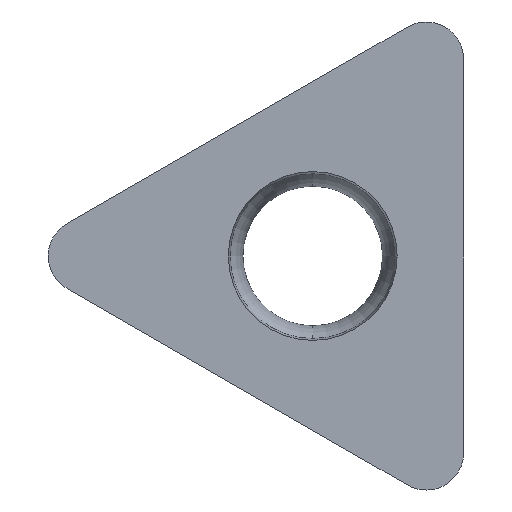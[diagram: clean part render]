
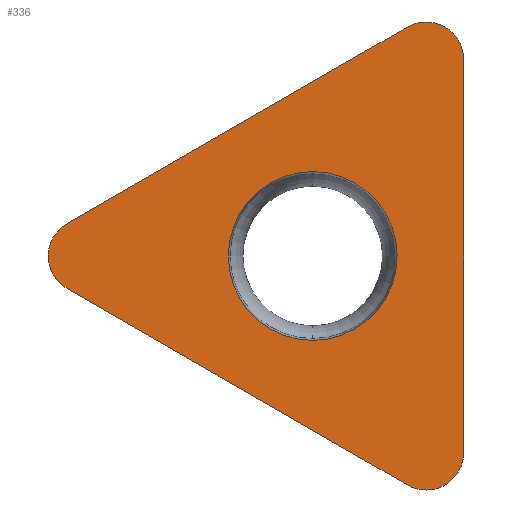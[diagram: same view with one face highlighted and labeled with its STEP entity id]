
A CAD part, left-side view. The second image highlights one B-rep face of the part: STEP entity #336.
In plain terms, the highlighted planar face has unit normal (-1, 0, 0).
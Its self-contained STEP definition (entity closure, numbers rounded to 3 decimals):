
#9=CARTESIAN_POINT('',(0.,0.,14.426));
#10=CARTESIAN_POINT('',(0.,0.,14.598));
#11=CARTESIAN_POINT('',(0.,0.058,14.842));
#12=CARTESIAN_POINT('',(0.,0.245,15.205));
#13=CARTESIAN_POINT('',(0.,0.574,15.495));
#14=CARTESIAN_POINT('',(0.,0.989,15.635));
#15=CARTESIAN_POINT('',(0.,1.398,15.615));
#16=CARTESIAN_POINT('',(0.,1.638,15.544));
#17=CARTESIAN_POINT('',(0.,1.787,15.458));
#23=DIRECTION('',(0.,0.,-1.));
#24=VECTOR('',#23,12.363);
#25=CARTESIAN_POINT('',(0.,0.,14.426));
#26=LINE('',#25,#24);
#30=CARTESIAN_POINT('',(0.,1.787,1.031));
#31=CARTESIAN_POINT('',(0.,1.638,0.946));
#32=CARTESIAN_POINT('',(0.,1.398,0.874));
#33=CARTESIAN_POINT('',(0.,0.989,0.854));
#34=CARTESIAN_POINT('',(0.,0.574,0.994));
#35=CARTESIAN_POINT('',(0.,0.245,1.284));
#36=CARTESIAN_POINT('',(0.,0.058,1.647));
#37=CARTESIAN_POINT('',(0.,0.,1.891));
#38=CARTESIAN_POINT('',(0.,0.,2.063));
#43=DIRECTION('',(0.,0.866,0.5));
#44=VECTOR('',#43,12.363);
#45=CARTESIAN_POINT('',(0.,1.787,1.031));
#46=LINE('',#45,#44);
#50=CARTESIAN_POINT('',(0.,12.493,9.276));
#51=CARTESIAN_POINT('',(0.,12.642,9.19));
#52=CARTESIAN_POINT('',(0.,12.824,9.018));
#53=CARTESIAN_POINT('',(0.,13.046,8.674));
#54=CARTESIAN_POINT('',(0.,13.132,8.245));
#55=CARTESIAN_POINT('',(0.,13.046,7.815));
#56=CARTESIAN_POINT('',(0.,12.824,7.471));
#57=CARTESIAN_POINT('',(0.,12.642,7.299));
#58=CARTESIAN_POINT('',(0.,12.493,7.213));
#63=DIRECTION('',(0.,-0.866,0.5));
#64=VECTOR('',#63,12.363);
#65=CARTESIAN_POINT('',(0.,12.493,9.276));
#66=LINE('',#65,#64);
#70=CARTESIAN_POINT('',(0.,4.76,8.245));
#71=DIRECTION('',(1.,0.,0.));
#72=DIRECTION('',(0.,0.,-1.));
#73=AXIS2_PLACEMENT_3D('',#70,#71,#72);
#78=CARTESIAN_POINT('',(0.,4.76,8.245));
#79=DIRECTION('',(1.,0.,0.));
#80=DIRECTION('',(0.,0.,1.));
#81=AXIS2_PLACEMENT_3D('',#78,#79,#80);
#280=VERTEX_POINT('',#9);
#281=VERTEX_POINT('',#17);
#285=VERTEX_POINT('',#30);
#286=VERTEX_POINT('',#38);
#290=VERTEX_POINT('',#50);
#291=VERTEX_POINT('',#58);
#303=CARTESIAN_POINT('',(0.,4.76,5.585));
#304=CARTESIAN_POINT('',(0.,4.76,10.905));
#305=VERTEX_POINT('',#303);
#306=VERTEX_POINT('',#304);
#311=CARTESIAN_POINT('',(0.,0.,0.));
#312=DIRECTION('',(-1.,0.,0.));
#313=DIRECTION('',(0.,0.,1.));
#314=AXIS2_PLACEMENT_3D('',#311,#312,#313);
#315=PLANE('',#314);
#317=ORIENTED_EDGE('',*,*,#316,.F.);
#319=ORIENTED_EDGE('',*,*,#318,.T.);
#321=ORIENTED_EDGE('',*,*,#320,.F.);
#323=ORIENTED_EDGE('',*,*,#322,.T.);
#325=ORIENTED_EDGE('',*,*,#324,.F.);
#327=ORIENTED_EDGE('',*,*,#326,.T.);
#328=EDGE_LOOP('',(#317,#319,#321,#323,#325,#327));
#329=FACE_OUTER_BOUND('',#328,.F.);
#331=ORIENTED_EDGE('',*,*,#330,.F.);
#333=ORIENTED_EDGE('',*,*,#332,.F.);
#334=EDGE_LOOP('',(#331,#333));
#335=FACE_BOUND('',#334,.F.);
#18=B_SPLINE_CURVE_WITH_KNOTS('',3,(#9,#10,#11,#12,#13,#14,#15,#16,#17),
.UNSPECIFIED.,.F.,.F.,(4,1,1,1,1,1,4),(0.,0.125,0.25,0.5,0.75,0.875,
1.),.UNSPECIFIED.);
#39=B_SPLINE_CURVE_WITH_KNOTS('',3,(#30,#31,#32,#33,#34,#35,#36,#37,#38),
.UNSPECIFIED.,.F.,.F.,(4,1,1,1,1,1,4),(0.,0.125,0.25,0.5,0.75,0.875,
1.),.UNSPECIFIED.);
#59=B_SPLINE_CURVE_WITH_KNOTS('',3,(#50,#51,#52,#53,#54,#55,#56,#57,#58),
.UNSPECIFIED.,.F.,.F.,(4,1,1,1,1,1,4),(0.,0.125,0.25,0.5,0.75,0.875,
1.),.UNSPECIFIED.);
#74=CIRCLE('',#73,2.66);
#82=CIRCLE('',#81,2.66);
#316=EDGE_CURVE('',#280,#281,#18,.T.);
#318=EDGE_CURVE('',#280,#286,#26,.T.);
#320=EDGE_CURVE('',#285,#286,#39,.T.);
#322=EDGE_CURVE('',#285,#291,#46,.T.);
#324=EDGE_CURVE('',#290,#291,#59,.T.);
#326=EDGE_CURVE('',#290,#281,#66,.T.);
#330=EDGE_CURVE('',#305,#306,#74,.T.);
#332=EDGE_CURVE('',#306,#305,#82,.T.);
#336=ADVANCED_FACE('',(#329,#335),#315,.T.);
